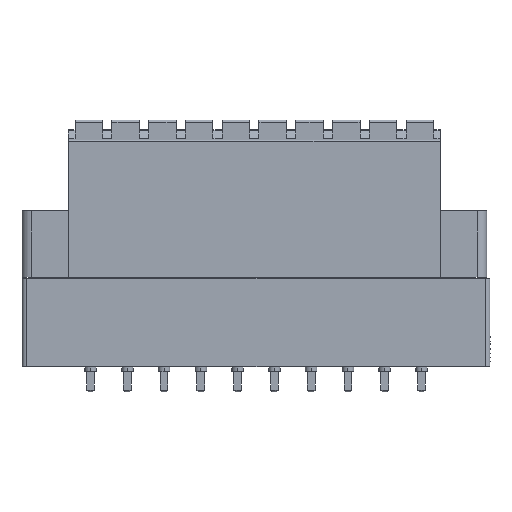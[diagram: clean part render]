
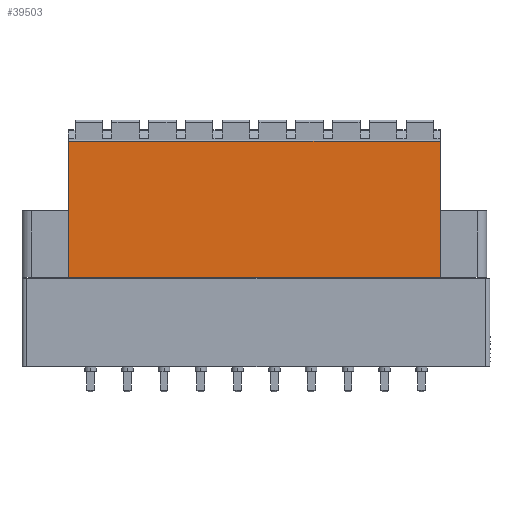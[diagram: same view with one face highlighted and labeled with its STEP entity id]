
A CAD part, front view. The second image highlights one B-rep face of the part: STEP entity #39503.
In plain terms, the highlighted free-form (B-spline) face has degree [1, 1] with [2, 2] control points.
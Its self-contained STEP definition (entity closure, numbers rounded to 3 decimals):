
#21175 = VERTEX_POINT('',#21176);
#21176 = CARTESIAN_POINT('',(122.704,7.684,
    34.862));
#21181 = EDGE_CURVE('',#21182,#21175,#21184,.T.);
#21182 = VERTEX_POINT('',#21183);
#21183 = CARTESIAN_POINT('',(122.704,7.684,
    48.962));
#21184 = B_SPLINE_CURVE_WITH_KNOTS('',1,(#21185,#21186),.UNSPECIFIED.,
  .F.,.F.,(2,2),(-2.112,11.988),
  .PIECEWISE_BEZIER_KNOTS.);
#21185 = CARTESIAN_POINT('',(122.704,7.684,
    48.962));
#21186 = CARTESIAN_POINT('',(122.704,7.684,
    34.862));
#22947 = EDGE_CURVE('',#22948,#21182,#22950,.T.);
#22948 = VERTEX_POINT('',#22949);
#22949 = CARTESIAN_POINT('',(161.244,7.684,
    48.962));
#22950 = B_SPLINE_CURVE_WITH_KNOTS('',1,(#22951,#22952),.UNSPECIFIED.,
  .F.,.F.,(2,2),(-22.99,15.55),.PIECEWISE_BEZIER_KNOTS.);
#22951 = CARTESIAN_POINT('',(161.244,7.684,
    48.962));
#22952 = CARTESIAN_POINT('',(122.704,7.684,
    48.962));
#35995 = EDGE_CURVE('',#21175,#35996,#35998,.T.);
#35996 = VERTEX_POINT('',#35997);
#35997 = CARTESIAN_POINT('',(161.244,7.684,
    34.862));
#35998 = B_SPLINE_CURVE_WITH_KNOTS('',1,(#35999,#36000),.UNSPECIFIED.,
  .F.,.F.,(2,2),(-15.55,22.99),.PIECEWISE_BEZIER_KNOTS.);
#35999 = CARTESIAN_POINT('',(122.704,7.684,
    34.862));
#36000 = CARTESIAN_POINT('',(161.244,7.684,
    34.862));
#39503 = ADVANCED_FACE('',(#39504),#39514,.F.);
#39504 = FACE_BOUND('',#39505,.F.);
#39505 = EDGE_LOOP('',(#39506,#39507,#39508,#39513));
#39506 = ORIENTED_EDGE('',*,*,#21181,.F.);
#39507 = ORIENTED_EDGE('',*,*,#22947,.F.);
#39508 = ORIENTED_EDGE('',*,*,#39509,.F.);
#39509 = EDGE_CURVE('',#35996,#22948,#39510,.T.);
#39510 = B_SPLINE_CURVE_WITH_KNOTS('',1,(#39511,#39512),.UNSPECIFIED.,
  .F.,.F.,(2,2),(-11.988,2.112),
  .PIECEWISE_BEZIER_KNOTS.);
#39511 = CARTESIAN_POINT('',(161.244,7.684,
    34.862));
#39512 = CARTESIAN_POINT('',(161.244,7.684,
    48.962));
#39513 = ORIENTED_EDGE('',*,*,#35995,.F.);
#39514 = B_SPLINE_SURFACE_WITH_KNOTS('',1,1,(
    (#39515,#39516)
    ,(#39517,#39518
    )),.UNSPECIFIED.,.F.,.F.,.F.,(2,2),(2,2),(0.589,
    14.689),(-17.629,20.911),.PIECEWISE_BEZIER_KNOTS.);
#39515 = CARTESIAN_POINT('',(161.244,7.684,
    48.962));
#39516 = CARTESIAN_POINT('',(122.704,7.684,
    48.962));
#39517 = CARTESIAN_POINT('',(161.244,7.684,
    34.862));
#39518 = CARTESIAN_POINT('',(122.704,7.684,
    34.862));
